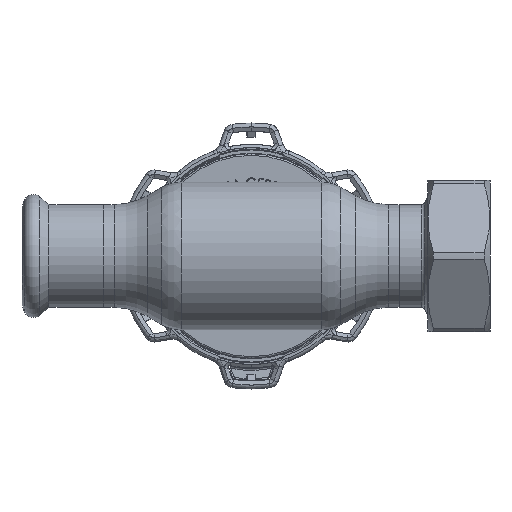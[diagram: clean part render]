
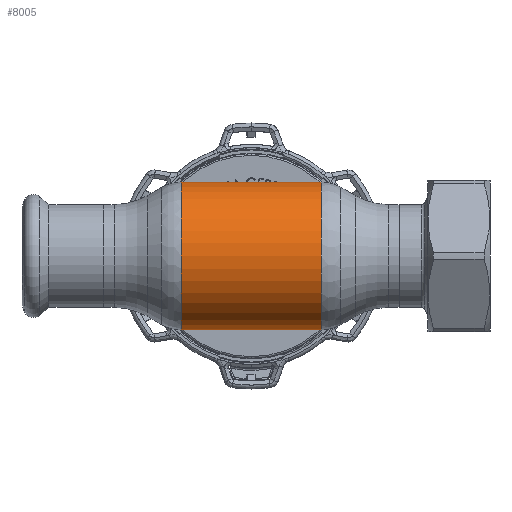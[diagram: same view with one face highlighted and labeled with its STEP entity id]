
A CAD part, front view. The second image highlights one B-rep face of the part: STEP entity #8005.
In plain terms, the highlighted cylindrical face has radius 22.5 mm (diameter 45 mm), a partial arc.
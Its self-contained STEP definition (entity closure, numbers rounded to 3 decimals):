
#319 = CIRCLE ( 'NONE', #8415, 22.5 ) ;
#493 = EDGE_CURVE ( 'NONE', #26359, #28893, #11810, .T. ) ;
#1617 = AXIS2_PLACEMENT_3D ( 'NONE', #40697, #24868, #30804 ) ;
#2258 = VECTOR ( 'NONE', #34785, 1000. ) ;
#7355 = CYLINDRICAL_SURFACE ( 'NONE', #1617, 22.5 ) ;
#8005 = ADVANCED_FACE ( 'NONE', ( #36279 ), #7355, .T. ) ;
#8415 = AXIS2_PLACEMENT_3D ( 'NONE', #9576, #28138, #9370 ) ;
#9370 = DIRECTION ( 'NONE',  ( 0., 0., 1. ) ) ;
#9576 = CARTESIAN_POINT ( 'NONE',  ( -21.285, 0., 0. ) ) ;
#10120 = VERTEX_POINT ( 'NONE', #31538 ) ;
#11810 = LINE ( 'NONE', #31439, #2258 ) ;
#11860 = VECTOR ( 'NONE', #28482, 1000. ) ;
#12117 = AXIS2_PLACEMENT_3D ( 'NONE', #17928, #21119, #33941 ) ;
#13357 = ORIENTED_EDGE ( 'NONE', *, *, #493, .F. ) ;
#15296 = EDGE_LOOP ( 'NONE', ( #13357, #30529, #39988, #41295 ) ) ;
#16510 = EDGE_CURVE ( 'NONE', #26359, #32924, #34366, .T. ) ;
#17754 = CARTESIAN_POINT ( 'NONE',  ( -21.285, 0., -22.5 ) ) ;
#17928 = CARTESIAN_POINT ( 'NONE',  ( 21.285, 0., 0. ) ) ;
#21119 = DIRECTION ( 'NONE',  ( -1., 0., 0. ) ) ;
#24282 = LINE ( 'NONE', #40506, #11860 ) ;
#24868 = DIRECTION ( 'NONE',  ( -1., 0., 0. ) ) ;
#25656 = CARTESIAN_POINT ( 'NONE',  ( 21.285, 0., 22.5 ) ) ;
#26359 = VERTEX_POINT ( 'NONE', #38919 ) ;
#28138 = DIRECTION ( 'NONE',  ( -1., 0., 0. ) ) ;
#28482 = DIRECTION ( 'NONE',  ( -1., 0., 0. ) ) ;
#28893 = VERTEX_POINT ( 'NONE', #17754 ) ;
#30529 = ORIENTED_EDGE ( 'NONE', *, *, #16510, .T. ) ;
#30804 = DIRECTION ( 'NONE',  ( 0., 0., 1. ) ) ;
#31439 = CARTESIAN_POINT ( 'NONE',  ( -62.69, 0., -22.5 ) ) ;
#31538 = CARTESIAN_POINT ( 'NONE',  ( -21.285, 0., 22.5 ) ) ;
#32924 = VERTEX_POINT ( 'NONE', #25656 ) ;
#33941 = DIRECTION ( 'NONE',  ( 0., 0., 1. ) ) ;
#34366 = CIRCLE ( 'NONE', #12117, 22.5 ) ;
#34785 = DIRECTION ( 'NONE',  ( -1., 0., 0. ) ) ;
#35306 = EDGE_CURVE ( 'NONE', #28893, #10120, #319, .T. ) ;
#36279 = FACE_OUTER_BOUND ( 'NONE', #15296, .T. ) ;
#37185 = EDGE_CURVE ( 'NONE', #32924, #10120, #24282, .T. ) ;
#38919 = CARTESIAN_POINT ( 'NONE',  ( 21.285, 0., -22.5 ) ) ;
#39988 = ORIENTED_EDGE ( 'NONE', *, *, #37185, .T. ) ;
#40506 = CARTESIAN_POINT ( 'NONE',  ( -62.69, 0., 22.5 ) ) ;
#40697 = CARTESIAN_POINT ( 'NONE',  ( -62.69, 0., 0. ) ) ;
#41295 = ORIENTED_EDGE ( 'NONE', *, *, #35306, .F. ) ;
